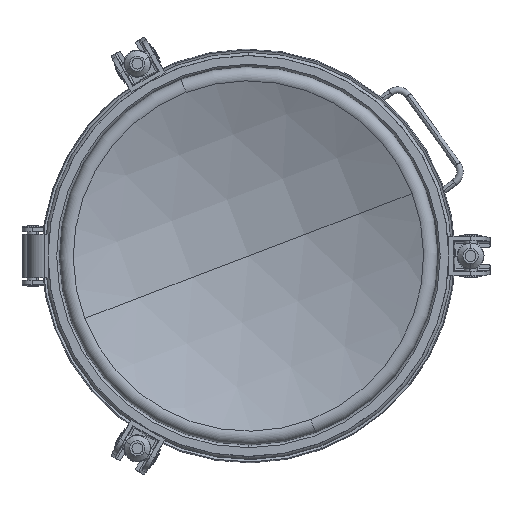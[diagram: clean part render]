
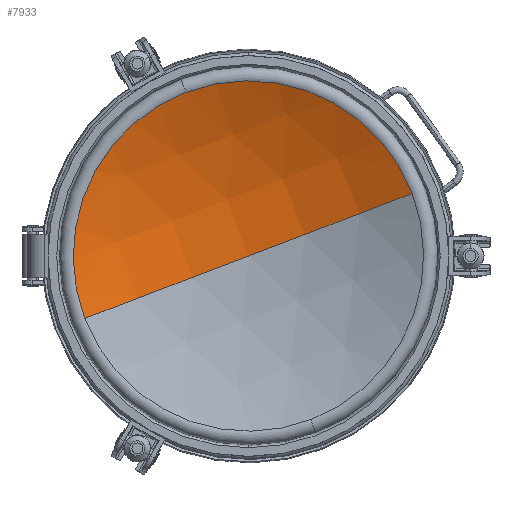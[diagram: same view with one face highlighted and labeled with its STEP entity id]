
A CAD part, front view. The second image highlights one B-rep face of the part: STEP entity #7933.
In plain terms, the highlighted spherical face has radius 382.766 mm.
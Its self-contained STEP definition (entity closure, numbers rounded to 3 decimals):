
#2126 = DIRECTION ( 'NONE',  ( 1., 0., 0. ) ) ;
#2127 = DIRECTION ( 'NONE',  ( 0., 0., 1. ) ) ;
#2128 = CARTESIAN_POINT ( 'NONE',  ( 0., 27.971, 0. ) ) ;
#2129 = AXIS2_PLACEMENT_3D ( 'NONE', #2128, #2127, #2126 ) ;
#2130 = CIRCLE ( 'NONE', #2129, 382.766 ) ;
#2132 = CARTESIAN_POINT ( 'NONE',  ( 0., 410.737, 0. ) ) ;
#2133 = DIRECTION ( 'NONE',  ( -1., 0., 0. ) ) ;
#2134 = DIRECTION ( 'NONE',  ( 0., 0., -1. ) ) ;
#2135 = AXIS2_PLACEMENT_3D ( 'NONE', #2142, #2134, #2133 ) ;
#2136 = CIRCLE ( 'NONE', #2135, 382.766 ) ;
#2137 = DIRECTION ( 'NONE',  ( 0., 0., 1. ) ) ;
#2138 = DIRECTION ( 'NONE',  ( 0., 1., 0. ) ) ;
#2139 = CARTESIAN_POINT ( 'NONE',  ( 0., 374.904, 0. ) ) ;
#2140 = AXIS2_PLACEMENT_3D ( 'NONE', #2139, #2138, #2137 ) ;
#2141 = CIRCLE ( 'NONE', #2140, 161.702 ) ;
#2142 = CARTESIAN_POINT ( 'NONE',  ( 0., 27.971, 0. ) ) ;
#2150 = DIRECTION ( 'NONE',  ( 1., 0., 0. ) ) ;
#2151 = DIRECTION ( 'NONE',  ( 0., 0., -1. ) ) ;
#2152 = CARTESIAN_POINT ( 'NONE',  ( 0., 27.971, 0. ) ) ;
#2153 = AXIS2_PLACEMENT_3D ( 'NONE', #2152, #2151, #2150 ) ;
#2154 = CARTESIAN_POINT ( 'NONE',  ( -161.702, 374.904, 0. ) ) ;
#2155 = SPHERICAL_SURFACE ( 'NONE', #2153, 382.766 ) ;
#2156 = FACE_OUTER_BOUND ( 'NONE', #7934, .T. ) ;
#2157 = DIRECTION ( 'NONE',  ( 0., 0., 1. ) ) ;
#2158 = DIRECTION ( 'NONE',  ( 0., 1., 0. ) ) ;
#2159 = CARTESIAN_POINT ( 'NONE',  ( 0., 374.904, 0. ) ) ;
#2160 = AXIS2_PLACEMENT_3D ( 'NONE', #2159, #2158, #2157 ) ;
#2161 = CIRCLE ( 'NONE', #2160, 161.702 ) ;
#2162 = CARTESIAN_POINT ( 'NONE',  ( 0., 374.904, 161.702 ) ) ;
#2187 = CARTESIAN_POINT ( 'NONE',  ( 161.702, 374.904, 0. ) ) ;
#7910 = EDGE_CURVE ( 'NONE', #7936, #7930, #2141, .T. ) ;
#7911 = ORIENTED_EDGE ( 'NONE', *, *, #7912, .T. ) ;
#7912 = EDGE_CURVE ( 'NONE', #7936, #7913, #2136, .T. ) ;
#7913 = VERTEX_POINT ( 'NONE', #2132 ) ;
#7914 = ORIENTED_EDGE ( 'NONE', *, *, #7915, .F. ) ;
#7915 = EDGE_CURVE ( 'NONE', #7950, #7913, #2130, .T. ) ;
#7916 = ORIENTED_EDGE ( 'NONE', *, *, #7932, .F. ) ;
#7930 = VERTEX_POINT ( 'NONE', #2162 ) ;
#7932 = EDGE_CURVE ( 'NONE', #7930, #7950, #2161, .T. ) ;
#7933 = ADVANCED_FACE ( 'NONE', ( #2156 ), #2155, .F. ) ;
#7934 = EDGE_LOOP ( 'NONE', ( #7935, #7911, #7914, #7916 ) ) ;
#7935 = ORIENTED_EDGE ( 'NONE', *, *, #7910, .F. ) ;
#7936 = VERTEX_POINT ( 'NONE', #2154 ) ;
#7950 = VERTEX_POINT ( 'NONE', #2187 ) ;
